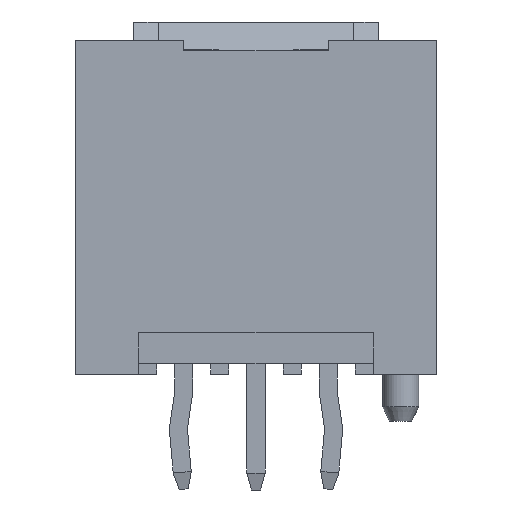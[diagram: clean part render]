
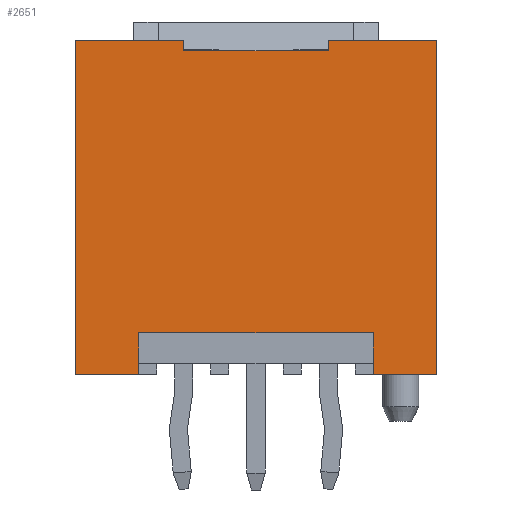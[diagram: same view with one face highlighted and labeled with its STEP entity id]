
A CAD part, front view. The second image highlights one B-rep face of the part: STEP entity #2651.
In plain terms, the highlighted planar face has unit normal (0, -1, 0).
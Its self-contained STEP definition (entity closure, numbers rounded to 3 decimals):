
#33=DIRECTION('',(0.,0.,-1.));
#34=VECTOR('',#33,9.25);
#35=CARTESIAN_POINT('',(-5.,-2.9,9.25));
#36=LINE('',#35,#34);
#213=DIRECTION('',(1.,0.,0.));
#214=VECTOR('',#213,4.);
#215=CARTESIAN_POINT('',(-2.,-2.9,8.95));
#216=LINE('',#215,#214);
#217=DIRECTION('',(0.,0.,-1.));
#218=VECTOR('',#217,0.3);
#219=CARTESIAN_POINT('',(2.,-2.9,9.25));
#220=LINE('',#219,#218);
#221=DIRECTION('',(1.,0.,0.));
#222=VECTOR('',#221,3.);
#223=CARTESIAN_POINT('',(2.,-2.9,9.25));
#224=LINE('',#223,#222);
#225=DIRECTION('',(0.,0.,-1.));
#226=VECTOR('',#225,1.15);
#227=CARTESIAN_POINT('',(3.25,-2.9,1.15));
#228=LINE('',#227,#226);
#229=DIRECTION('',(1.,0.,0.));
#230=VECTOR('',#229,6.5);
#231=CARTESIAN_POINT('',(-3.25,-2.9,1.15));
#232=LINE('',#231,#230);
#233=DIRECTION('',(0.,0.,-1.));
#234=VECTOR('',#233,1.15);
#235=CARTESIAN_POINT('',(-3.25,-2.9,1.15));
#236=LINE('',#235,#234);
#237=DIRECTION('',(1.,0.,0.));
#238=VECTOR('',#237,3.);
#239=CARTESIAN_POINT('',(-5.,-2.9,9.25));
#240=LINE('',#239,#238);
#241=DIRECTION('',(0.,0.,-1.));
#242=VECTOR('',#241,0.3);
#243=CARTESIAN_POINT('',(-2.,-2.9,9.25));
#244=LINE('',#243,#242);
#1553=DIRECTION('',(1.,0.,0.));
#1554=VECTOR('',#1553,1.75);
#1555=CARTESIAN_POINT('',(-5.,-2.9,0.));
#1556=LINE('',#1555,#1554);
#1561=DIRECTION('',(1.,0.,0.));
#1562=VECTOR('',#1561,1.75);
#1563=CARTESIAN_POINT('',(3.25,-2.9,0.));
#1564=LINE('',#1563,#1562);
#1639=DIRECTION('',(0.,0.,-1.));
#1640=VECTOR('',#1639,9.25);
#1641=CARTESIAN_POINT('',(5.,-2.9,9.25));
#1642=LINE('',#1641,#1640);
#1845=CARTESIAN_POINT('',(-5.,-2.9,9.25));
#1846=VERTEX_POINT('',#1845);
#1847=CARTESIAN_POINT('',(-5.,-2.9,0.));
#1848=VERTEX_POINT('',#1847);
#1859=CARTESIAN_POINT('',(5.,-2.9,9.25));
#1860=VERTEX_POINT('',#1859);
#1861=CARTESIAN_POINT('',(5.,-2.9,0.));
#1862=VERTEX_POINT('',#1861);
#1905=CARTESIAN_POINT('',(-3.25,-2.9,1.15));
#1906=CARTESIAN_POINT('',(-3.25,-2.9,0.));
#1907=VERTEX_POINT('',#1905);
#1908=VERTEX_POINT('',#1906);
#1909=CARTESIAN_POINT('',(3.25,-2.9,1.15));
#1910=CARTESIAN_POINT('',(3.25,-2.9,0.));
#1911=VERTEX_POINT('',#1909);
#1912=VERTEX_POINT('',#1910);
#2143=CARTESIAN_POINT('',(-2.,-2.9,8.95));
#2144=CARTESIAN_POINT('',(2.,-2.9,8.95));
#2145=VERTEX_POINT('',#2143);
#2146=VERTEX_POINT('',#2144);
#2147=CARTESIAN_POINT('',(2.,-2.9,9.25));
#2148=VERTEX_POINT('',#2147);
#2149=CARTESIAN_POINT('',(-2.,-2.9,9.25));
#2150=VERTEX_POINT('',#2149);
#2622=CARTESIAN_POINT('',(-5.,-2.9,9.25));
#2623=DIRECTION('',(0.,-1.,0.));
#2624=DIRECTION('',(0.,0.,-1.));
#2625=AXIS2_PLACEMENT_3D('',#2622,#2623,#2624);
#2626=PLANE('',#2625);
#2628=ORIENTED_EDGE('',*,*,#2627,.T.);
#2630=ORIENTED_EDGE('',*,*,#2629,.F.);
#2632=ORIENTED_EDGE('',*,*,#2631,.T.);
#2634=ORIENTED_EDGE('',*,*,#2633,.T.);
#2636=ORIENTED_EDGE('',*,*,#2635,.F.);
#2638=ORIENTED_EDGE('',*,*,#2637,.F.);
#2640=ORIENTED_EDGE('',*,*,#2639,.F.);
#2641=ORIENTED_EDGE('',*,*,#2590,.T.);
#2643=ORIENTED_EDGE('',*,*,#2642,.F.);
#2644=ORIENTED_EDGE('',*,*,#2444,.F.);
#2646=ORIENTED_EDGE('',*,*,#2645,.T.);
#2648=ORIENTED_EDGE('',*,*,#2647,.T.);
#2649=EDGE_LOOP('',(#2628,#2630,#2632,#2634,#2636,#2638,#2640,#2641,#2643,#2644,
#2646,#2648));
#2650=FACE_OUTER_BOUND('',#2649,.F.);
#2651=ADVANCED_FACE('',(#2650),#2626,.T.);
#2444=EDGE_CURVE('',#1846,#1848,#36,.T.);
#2590=EDGE_CURVE('',#1907,#1908,#236,.T.);
#2627=EDGE_CURVE('',#2145,#2146,#216,.T.);
#2629=EDGE_CURVE('',#2148,#2146,#220,.T.);
#2631=EDGE_CURVE('',#2148,#1860,#224,.T.);
#2633=EDGE_CURVE('',#1860,#1862,#1642,.T.);
#2635=EDGE_CURVE('',#1912,#1862,#1564,.T.);
#2637=EDGE_CURVE('',#1911,#1912,#228,.T.);
#2639=EDGE_CURVE('',#1907,#1911,#232,.T.);
#2642=EDGE_CURVE('',#1848,#1908,#1556,.T.);
#2645=EDGE_CURVE('',#1846,#2150,#240,.T.);
#2647=EDGE_CURVE('',#2150,#2145,#244,.T.);
